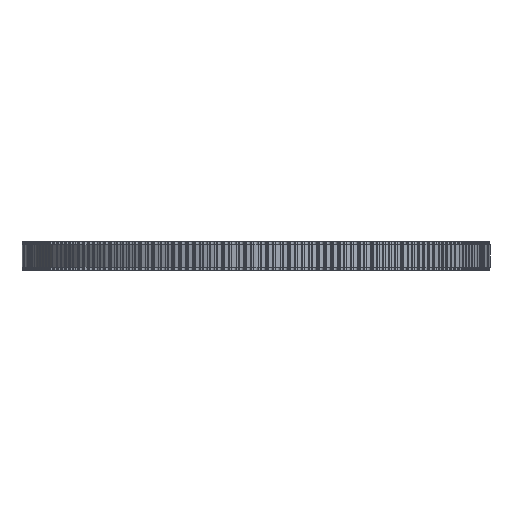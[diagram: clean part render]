
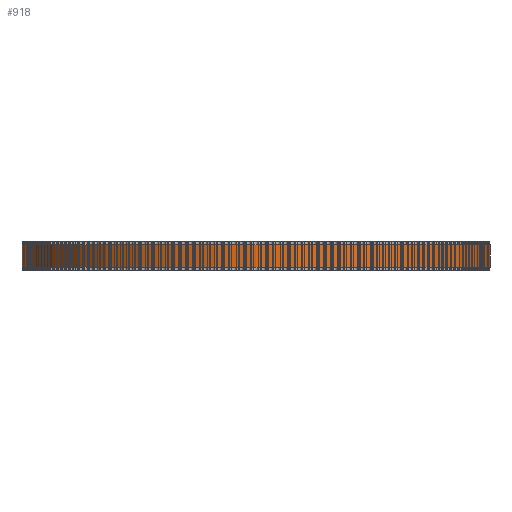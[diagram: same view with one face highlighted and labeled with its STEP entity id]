
A CAD part, front view. The second image highlights one B-rep face of the part: STEP entity #918.
In plain terms, the highlighted cylindrical face has radius 63.344 mm (diameter 126.687 mm), a full revolution.
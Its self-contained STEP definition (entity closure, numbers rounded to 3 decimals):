
#97=FACE_BOUND('',#3312,.T.);
#98=FACE_BOUND('',#3313,.T.);
#918=ADVANCED_FACE('',(#97,#98),#1715,.T.);
#1715=CYLINDRICAL_SURFACE('',#17655,63.344);
#3312=EDGE_LOOP('',(#9682));
#3313=EDGE_LOOP('',(#9683));
#9682=ORIENTED_EDGE('',*,*,#13666,.T.);
#9683=ORIENTED_EDGE('',*,*,#13667,.T.);
#11276=VERTEX_POINT('',#28020);
#11277=VERTEX_POINT('',#28022);
#13666=EDGE_CURVE('',#11276,#11276,#15260,.T.);
#13667=EDGE_CURVE('',#11277,#11277,#15261,.T.);
#15260=CIRCLE('',#17653,63.344);
#15261=CIRCLE('',#17654,63.344);
#17653=AXIS2_PLACEMENT_3D('',#28019,#23234,#23235);
#17654=AXIS2_PLACEMENT_3D('',#28021,#23236,#23237);
#17655=AXIS2_PLACEMENT_3D('',#28023,#23238,#23239);
#23234=DIRECTION('',(0.,0.,1.));
#23235=DIRECTION('',(1.,0.,0.));
#23236=DIRECTION('',(0.,0.,-1.));
#23237=DIRECTION('',(1.,0.,0.));
#23238=DIRECTION('',(0.,0.,1.));
#23239=DIRECTION('',(1.,0.,0.));
#28019=CARTESIAN_POINT('',(0.,0.,1.));
#28020=CARTESIAN_POINT('',(63.344,0.,1.));
#28021=CARTESIAN_POINT('',(0.,0.,7.));
#28022=CARTESIAN_POINT('',(63.344,0.,7.));
#28023=CARTESIAN_POINT('',(0.,0.,1.));
